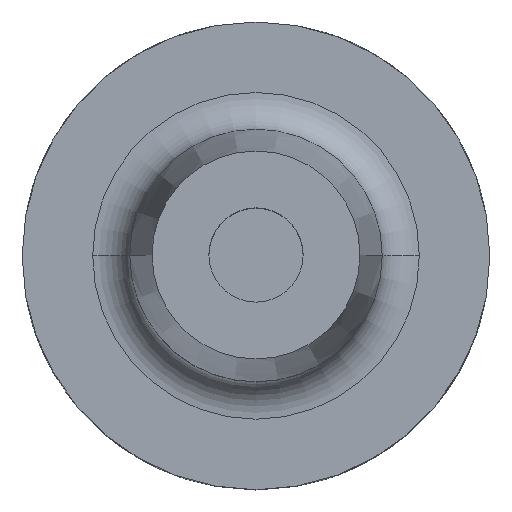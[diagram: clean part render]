
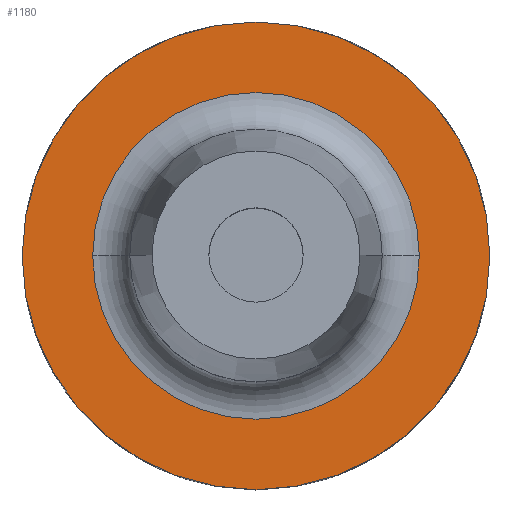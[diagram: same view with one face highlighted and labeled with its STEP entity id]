
A CAD part, top view. The second image highlights one B-rep face of the part: STEP entity #1180.
In plain terms, the highlighted planar face has unit normal (0, 0, 1).
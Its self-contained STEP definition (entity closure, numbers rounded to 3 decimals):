
#51 = AXIS2_PLACEMENT_3D ( 'NONE', #3960, #1676, #4341 ) ;
#273 = EDGE_LOOP ( 'NONE', ( #2215, #3201 ) ) ;
#557 = AXIS2_PLACEMENT_3D ( 'NONE', #2569, #2583, #2757 ) ;
#586 = EDGE_CURVE ( 'NONE', #3267, #2910, #2070, .T. ) ;
#657 = AXIS2_PLACEMENT_3D ( 'NONE', #1416, #4086, #1805 ) ;
#820 = AXIS2_PLACEMENT_3D ( 'NONE', #2048, #2137, #2495 ) ;
#1176 = EDGE_CURVE ( 'NONE', #3260, #3369, #1899, .T. ) ;
#1180 = ADVANCED_FACE ( 'NONE', ( #4914, #2009 ), #1983, .F. ) ;
#1195 = CIRCLE ( 'NONE', #657, 22. ) ;
#1288 = ORIENTED_EDGE ( 'NONE', *, *, #3142, .T. ) ;
#1416 = CARTESIAN_POINT ( 'NONE',  ( 0., 0., 22. ) ) ;
#1588 = AXIS2_PLACEMENT_3D ( 'NONE', #2432, #3925, #1705 ) ;
#1612 = CARTESIAN_POINT ( 'NONE',  ( 22., 0., 22. ) ) ;
#1676 = DIRECTION ( 'NONE',  ( 0., 0., 1. ) ) ;
#1705 = DIRECTION ( 'NONE',  ( -1., 0., 0. ) ) ;
#1805 = DIRECTION ( 'NONE',  ( -1., 0., 0. ) ) ;
#1899 = CIRCLE ( 'NONE', #820, 31.5 ) ;
#1983 = PLANE ( 'NONE',  #1588 ) ;
#2009 = FACE_OUTER_BOUND ( 'NONE', #3302, .T. ) ;
#2048 = CARTESIAN_POINT ( 'NONE',  ( 0., 0., 22. ) ) ;
#2070 = CIRCLE ( 'NONE', #557, 22. ) ;
#2137 = DIRECTION ( 'NONE',  ( 0., 0., 1. ) ) ;
#2176 = CIRCLE ( 'NONE', #51, 31.5 ) ;
#2215 = ORIENTED_EDGE ( 'NONE', *, *, #586, .T. ) ;
#2342 = EDGE_CURVE ( 'NONE', #2910, #3267, #1195, .T. ) ;
#2432 = CARTESIAN_POINT ( 'NONE',  ( 0., 0., 22. ) ) ;
#2495 = DIRECTION ( 'NONE',  ( 1., 0., 0. ) ) ;
#2569 = CARTESIAN_POINT ( 'NONE',  ( 0., 0., 22. ) ) ;
#2583 = DIRECTION ( 'NONE',  ( 0., 0., -1. ) ) ;
#2757 = DIRECTION ( 'NONE',  ( -1., 0., 0. ) ) ;
#2818 = CARTESIAN_POINT ( 'NONE',  ( -31.5, 0., 22. ) ) ;
#2910 = VERTEX_POINT ( 'NONE', #1612 ) ;
#3142 = EDGE_CURVE ( 'NONE', #3369, #3260, #2176, .T. ) ;
#3201 = ORIENTED_EDGE ( 'NONE', *, *, #2342, .T. ) ;
#3220 = CARTESIAN_POINT ( 'NONE',  ( -22., 0., 22. ) ) ;
#3260 = VERTEX_POINT ( 'NONE', #2818 ) ;
#3267 = VERTEX_POINT ( 'NONE', #3220 ) ;
#3302 = EDGE_LOOP ( 'NONE', ( #1288, #3330 ) ) ;
#3330 = ORIENTED_EDGE ( 'NONE', *, *, #1176, .T. ) ;
#3369 = VERTEX_POINT ( 'NONE', #4493 ) ;
#3925 = DIRECTION ( 'NONE',  ( 0., 0., -1. ) ) ;
#3960 = CARTESIAN_POINT ( 'NONE',  ( 0., 0., 22. ) ) ;
#4086 = DIRECTION ( 'NONE',  ( 0., 0., -1. ) ) ;
#4341 = DIRECTION ( 'NONE',  ( 1., 0., 0. ) ) ;
#4493 = CARTESIAN_POINT ( 'NONE',  ( 31.5, 0., 22. ) ) ;
#4914 = FACE_BOUND ( 'NONE', #273, .T. ) ;
